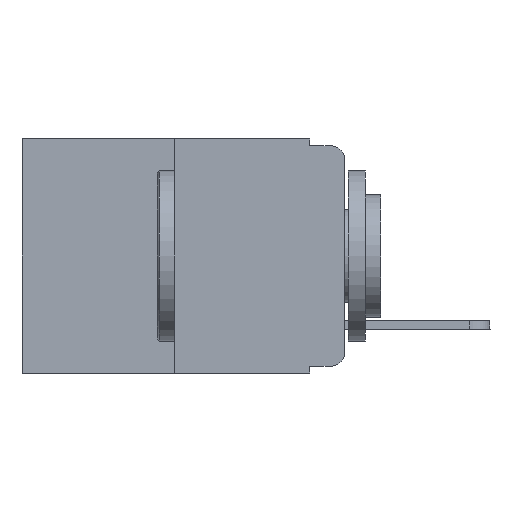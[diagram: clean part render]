
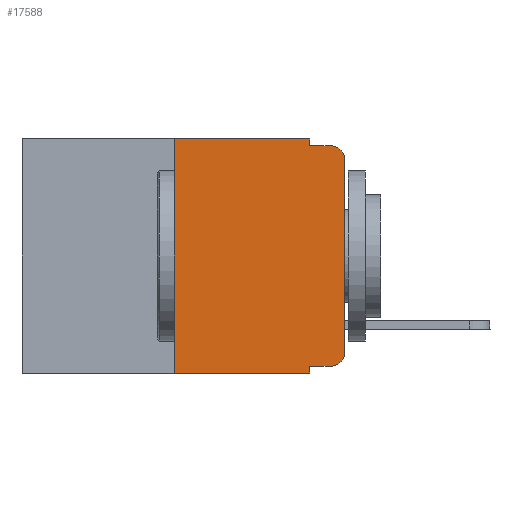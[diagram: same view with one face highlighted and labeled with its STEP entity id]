
A CAD part, left-side view. The second image highlights one B-rep face of the part: STEP entity #17588.
In plain terms, the highlighted planar face has unit normal (-1, 0, 0).
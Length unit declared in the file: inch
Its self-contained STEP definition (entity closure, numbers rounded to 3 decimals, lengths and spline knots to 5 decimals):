
#28 = EDGE_CURVE ( 'NONE', #14409, #9927, #17038, .T. ) ;
#138 = VERTEX_POINT ( 'NONE', #18447 ) ;
#827 = EDGE_CURVE ( 'NONE', #1582, #12667, #13093, .T. ) ;
#849 = LINE ( 'NONE', #947, #16767 ) ;
#947 = CARTESIAN_POINT ( 'NONE',  ( 0., 0., 0. ) ) ;
#1035 = DIRECTION ( 'NONE',  ( 0., 0., 1. ) ) ;
#1138 = CARTESIAN_POINT ( 'NONE',  ( 0., 0.02, -0.01 ) ) ;
#1582 = VERTEX_POINT ( 'NONE', #5732 ) ;
#1786 = EDGE_CURVE ( 'NONE', #1582, #4777, #14137, .T. ) ;
#1924 = EDGE_CURVE ( 'NONE', #18237, #15335, #12921, .T. ) ;
#2510 = VECTOR ( 'NONE', #18127, 39.37008 ) ;
#2636 = EDGE_CURVE ( 'NONE', #16906, #15335, #14751, .T. ) ;
#2717 = ORIENTED_EDGE ( 'NONE', *, *, #2636, .T. ) ;
#3071 = VECTOR ( 'NONE', #7810, 39.37008 ) ;
#3139 = CARTESIAN_POINT ( 'NONE',  ( 0., 0.473, 0. ) ) ;
#3422 = EDGE_CURVE ( 'NONE', #4777, #11958, #9033, .T. ) ;
#3669 = VECTOR ( 'NONE', #1035, 39.37008 ) ;
#3682 = VECTOR ( 'NONE', #7117, 39.37008 ) ;
#3913 = DIRECTION ( 'NONE',  ( 0., 0., -1. ) ) ;
#3972 = CARTESIAN_POINT ( 'NONE',  ( 0., 0.051, -0.343 ) ) ;
#4374 = CARTESIAN_POINT ( 'NONE',  ( 0., 0.473, 0. ) ) ;
#4428 = DIRECTION ( 'NONE',  ( 0., -1., 0. ) ) ;
#4512 = CARTESIAN_POINT ( 'NONE',  ( 0., 0.051, -0.01 ) ) ;
#4674 = EDGE_CURVE ( 'NONE', #138, #12667, #11201, .T. ) ;
#4777 = VERTEX_POINT ( 'NONE', #15257 ) ;
#5732 = CARTESIAN_POINT ( 'NONE',  ( 0., 0.25, -0.343 ) ) ;
#5915 = FACE_OUTER_BOUND ( 'NONE', #17738, .T. ) ;
#6118 = AXIS2_PLACEMENT_3D ( 'NONE', #17397, #17017, #8754 ) ;
#6565 = AXIS2_PLACEMENT_3D ( 'NONE', #6780, #13995, #3913 ) ;
#6640 = VECTOR ( 'NONE', #12331, 39.37008 ) ;
#6770 = EDGE_CURVE ( 'NONE', #138, #14409, #15131, .T. ) ;
#6780 = CARTESIAN_POINT ( 'NONE',  ( 0., 0.02, -0.03 ) ) ;
#7117 = DIRECTION ( 'NONE',  ( 0., -1., 0. ) ) ;
#7810 = DIRECTION ( 'NONE',  ( 0., 0., -1. ) ) ;
#8168 = ORIENTED_EDGE ( 'NONE', *, *, #28, .T. ) ;
#8271 = ORIENTED_EDGE ( 'NONE', *, *, #1924, .F. ) ;
#8664 = ORIENTED_EDGE ( 'NONE', *, *, #6770, .T. ) ;
#8695 = CARTESIAN_POINT ( 'NONE',  ( 0., 0.051, -0.01 ) ) ;
#8754 = DIRECTION ( 'NONE',  ( 0., 0., -1. ) ) ;
#8805 = LINE ( 'NONE', #10226, #3071 ) ;
#8936 = DIRECTION ( 'NONE',  ( 0., -1., 0. ) ) ;
#9033 = LINE ( 'NONE', #3139, #14835 ) ;
#9763 = CARTESIAN_POINT ( 'NONE',  ( 0., 0.051, 0. ) ) ;
#9927 = VERTEX_POINT ( 'NONE', #11896 ) ;
#10226 = CARTESIAN_POINT ( 'NONE',  ( 0., 0.051, 0. ) ) ;
#10801 = CARTESIAN_POINT ( 'NONE',  ( 0., 0.051, -0.333 ) ) ;
#10910 = CARTESIAN_POINT ( 'NONE',  ( 0., 0.25, 0. ) ) ;
#11201 = LINE ( 'NONE', #9763, #2510 ) ;
#11675 = VECTOR ( 'NONE', #4428, 39.37008 ) ;
#11678 = CARTESIAN_POINT ( 'NONE',  ( 0., 0.473, -0.343 ) ) ;
#11722 = DIRECTION ( 'NONE',  ( 0., 0., -1. ) ) ;
#11896 = CARTESIAN_POINT ( 'NONE',  ( 0., 0., -0.313 ) ) ;
#11958 = VERTEX_POINT ( 'NONE', #15638 ) ;
#12008 = EDGE_CURVE ( 'NONE', #11958, #18237, #8805, .T. ) ;
#12331 = DIRECTION ( 'NONE',  ( 0., -1., 0. ) ) ;
#12342 = CARTESIAN_POINT ( 'NONE',  ( 0., 0., -0.03 ) ) ;
#12667 = VERTEX_POINT ( 'NONE', #3972 ) ;
#12691 = EDGE_CURVE ( 'NONE', #9927, #16906, #849, .T. ) ;
#12921 = LINE ( 'NONE', #4512, #3682 ) ;
#13093 = LINE ( 'NONE', #11678, #11675 ) ;
#13995 = DIRECTION ( 'NONE',  ( -1., 0., 0. ) ) ;
#14137 = LINE ( 'NONE', #10910, #3669 ) ;
#14409 = VERTEX_POINT ( 'NONE', #15603 ) ;
#14458 = PLANE ( 'NONE',  #17172 ) ;
#14751 = CIRCLE ( 'NONE', #6565, 0.02 ) ;
#14835 = VECTOR ( 'NONE', #8936, 39.37008 ) ;
#15131 = LINE ( 'NONE', #10801, #6640 ) ;
#15257 = CARTESIAN_POINT ( 'NONE',  ( 0., 0.25, 0. ) ) ;
#15280 = ORIENTED_EDGE ( 'NONE', *, *, #3422, .F. ) ;
#15335 = VERTEX_POINT ( 'NONE', #1138 ) ;
#15603 = CARTESIAN_POINT ( 'NONE',  ( 0., 0.02, -0.333 ) ) ;
#15638 = CARTESIAN_POINT ( 'NONE',  ( 0., 0.051, 0. ) ) ;
#16423 = ORIENTED_EDGE ( 'NONE', *, *, #827, .T. ) ;
#16536 = ORIENTED_EDGE ( 'NONE', *, *, #12008, .F. ) ;
#16767 = VECTOR ( 'NONE', #16995, 39.37008 ) ;
#16906 = VERTEX_POINT ( 'NONE', #12342 ) ;
#16995 = DIRECTION ( 'NONE',  ( 0., 0., 1. ) ) ;
#17017 = DIRECTION ( 'NONE',  ( -1., 0., 0. ) ) ;
#17038 = CIRCLE ( 'NONE', #6118, 0.02 ) ;
#17172 = AXIS2_PLACEMENT_3D ( 'NONE', #4374, #17785, #11722 ) ;
#17345 = ORIENTED_EDGE ( 'NONE', *, *, #4674, .F. ) ;
#17397 = CARTESIAN_POINT ( 'NONE',  ( 0., 0.02, -0.313 ) ) ;
#17495 = ORIENTED_EDGE ( 'NONE', *, *, #12691, .T. ) ;
#17588 = ADVANCED_FACE ( 'NONE', ( #5915 ), #14458, .F. ) ;
#17738 = EDGE_LOOP ( 'NONE', ( #17495, #2717, #8271, #16536, #15280, #18466, #16423, #17345, #8664, #8168 ) ) ;
#17785 = DIRECTION ( 'NONE',  ( 1., 0., 0. ) ) ;
#18127 = DIRECTION ( 'NONE',  ( 0., 0., -1. ) ) ;
#18237 = VERTEX_POINT ( 'NONE', #8695 ) ;
#18447 = CARTESIAN_POINT ( 'NONE',  ( 0., 0.051, -0.333 ) ) ;
#18466 = ORIENTED_EDGE ( 'NONE', *, *, #1786, .F. ) ;
